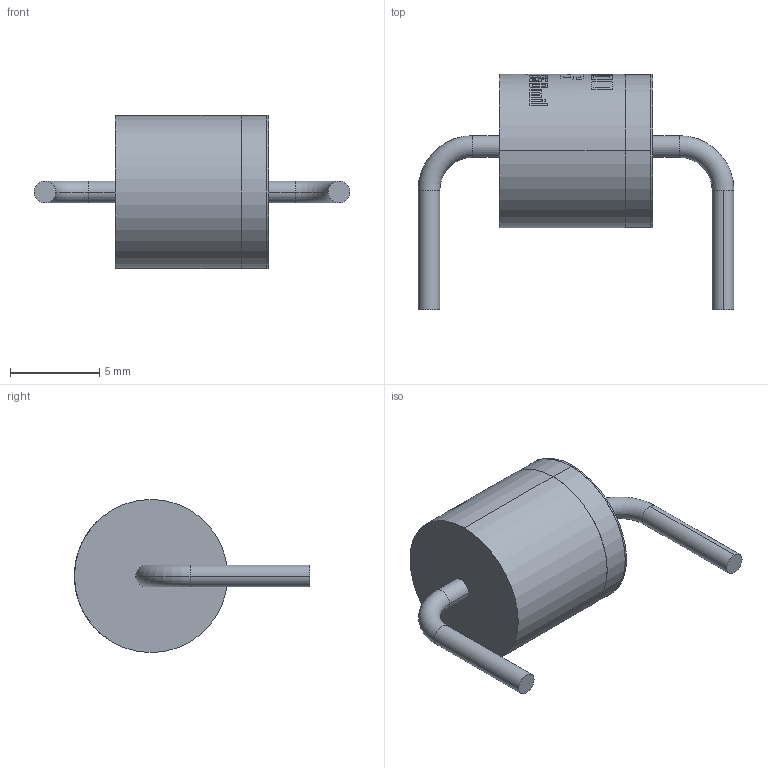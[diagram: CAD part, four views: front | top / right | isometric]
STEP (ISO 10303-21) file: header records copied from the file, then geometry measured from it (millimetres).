
FILE_DESCRIPTION (( 'STEP AP214' ), '1' );
FILE_NAME ('R-6_Min_size_650mil_rev1.0.STEP', '2023-03-16T23:18:07', ( '' ), ( '' ), 'SwSTEP 2.0', 'SolidWorks 2020', '' );
FILE_SCHEMA (( 'AUTOMOTIVE_DESIGN' ));
Length unit declared in the file: millimetre
Products named in the file (1): R-6_Min_size_650mil_rev1.0
Bounding box: 17.73 x 13.2 x 8.6 mm (x, y, z)
Volume: 527.4 mm3; surface area: 441.4 mm2
Topology: 1 solids, 1 shells, 59 faces, 329 edges, 311 vertices
Faces by surface type: cylinder 49, plane 6, torus 4
Entity records: 4941 total; most frequent: CARTESIAN_POINT 1503, ORIENTED_EDGE 658, DIRECTION 502, EDGE_CURVE 329, VERTEX_POINT 311, AXIS2_PLACEMENT_3D 194, CIRCLE 134, VECTOR 114
